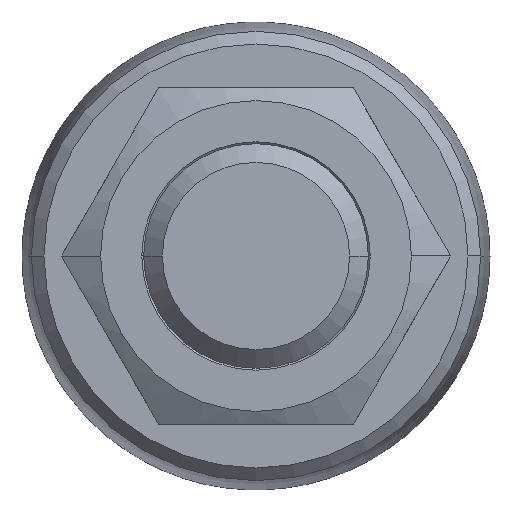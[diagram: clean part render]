
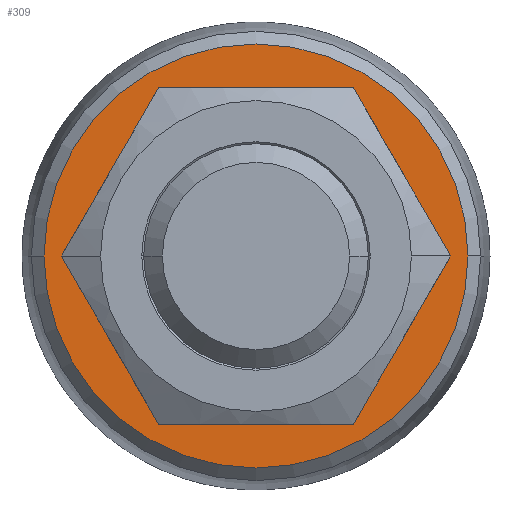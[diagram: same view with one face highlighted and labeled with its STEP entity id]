
A CAD part, front view. The second image highlights one B-rep face of the part: STEP entity #309.
In plain terms, the highlighted planar face has unit normal (0, -1, 0).
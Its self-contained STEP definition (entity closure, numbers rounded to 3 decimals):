
#3 = ORIENTED_EDGE ( 'NONE', *, *, #784, .T. ) ;
#309 = ADVANCED_FACE ( 'NONE', ( #508, #3177 ), #522, .T. ) ;
#345 = CARTESIAN_POINT ( 'NONE',  ( -6.5, -1.41, 0. ) ) ;
#352 = DIRECTION ( 'NONE',  ( 1., 0., 0. ) ) ;
#381 = VERTEX_POINT ( 'NONE', #1294 ) ;
#429 = AXIS2_PLACEMENT_3D ( 'NONE', #2270, #3208, #982 ) ;
#508 = FACE_OUTER_BOUND ( 'NONE', #857, .T. ) ;
#515 = VERTEX_POINT ( 'NONE', #828 ) ;
#522 = PLANE ( 'NONE',  #1923 ) ;
#651 = DIRECTION ( 'NONE',  ( 0., -1., 0. ) ) ;
#660 = ORIENTED_EDGE ( 'NONE', *, *, #756, .F. ) ;
#683 = DIRECTION ( 'NONE',  ( 0., -1., 0. ) ) ;
#712 = AXIS2_PLACEMENT_3D ( 'NONE', #3007, #683, #352 ) ;
#756 = EDGE_CURVE ( 'NONE', #1527, #381, #2645, .T. ) ;
#784 = EDGE_CURVE ( 'NONE', #515, #3269, #2408, .T. ) ;
#828 = CARTESIAN_POINT ( 'NONE',  ( 11.325, -1.41, 0. ) ) ;
#856 = EDGE_CURVE ( 'NONE', #381, #1527, #3415, .T. ) ;
#857 = EDGE_LOOP ( 'NONE', ( #1190, #3 ) ) ;
#982 = DIRECTION ( 'NONE',  ( 1., 0., 0. ) ) ;
#1190 = ORIENTED_EDGE ( 'NONE', *, *, #2045, .T. ) ;
#1262 = CARTESIAN_POINT ( 'NONE',  ( 0., -1.41, 0. ) ) ;
#1294 = CARTESIAN_POINT ( 'NONE',  ( 6.5, -1.41, 0. ) ) ;
#1527 = VERTEX_POINT ( 'NONE', #345 ) ;
#1562 = DIRECTION ( 'NONE',  ( 0., -1., 0. ) ) ;
#1923 = AXIS2_PLACEMENT_3D ( 'NONE', #2935, #651, #2957 ) ;
#2045 = EDGE_CURVE ( 'NONE', #3269, #515, #2842, .T. ) ;
#2110 = AXIS2_PLACEMENT_3D ( 'NONE', #2473, #3613, #2205 ) ;
#2205 = DIRECTION ( 'NONE',  ( 1., 0., 0. ) ) ;
#2270 = CARTESIAN_POINT ( 'NONE',  ( 0., -1.41, 0. ) ) ;
#2299 = CARTESIAN_POINT ( 'NONE',  ( -11.325, -1.41, 0. ) ) ;
#2330 = ORIENTED_EDGE ( 'NONE', *, *, #856, .F. ) ;
#2408 = CIRCLE ( 'NONE', #2110, 11.325 ) ;
#2419 = DIRECTION ( 'NONE',  ( 1., 0., 0. ) ) ;
#2473 = CARTESIAN_POINT ( 'NONE',  ( 0., -1.41, 0. ) ) ;
#2645 = CIRCLE ( 'NONE', #3481, 6.5 ) ;
#2842 = CIRCLE ( 'NONE', #429, 11.325 ) ;
#2935 = CARTESIAN_POINT ( 'NONE',  ( -6.5, -1.41, 0. ) ) ;
#2957 = DIRECTION ( 'NONE',  ( 1., 0., 0. ) ) ;
#3007 = CARTESIAN_POINT ( 'NONE',  ( 0., -1.41, 0. ) ) ;
#3041 = EDGE_LOOP ( 'NONE', ( #2330, #660 ) ) ;
#3177 = FACE_BOUND ( 'NONE', #3041, .T. ) ;
#3208 = DIRECTION ( 'NONE',  ( 0., -1., 0. ) ) ;
#3269 = VERTEX_POINT ( 'NONE', #2299 ) ;
#3415 = CIRCLE ( 'NONE', #712, 6.5 ) ;
#3481 = AXIS2_PLACEMENT_3D ( 'NONE', #1262, #1562, #2419 ) ;
#3613 = DIRECTION ( 'NONE',  ( 0., -1., 0. ) ) ;
